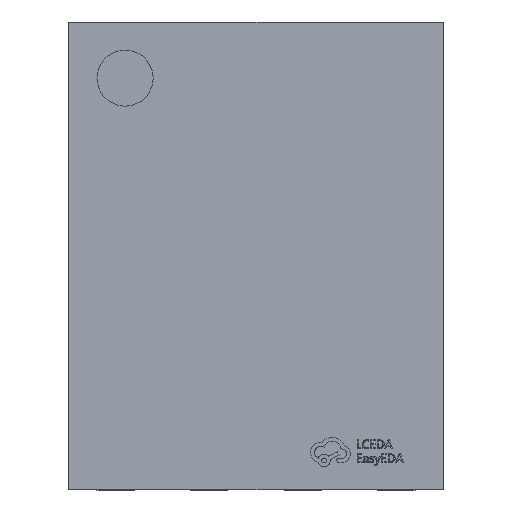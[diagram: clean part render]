
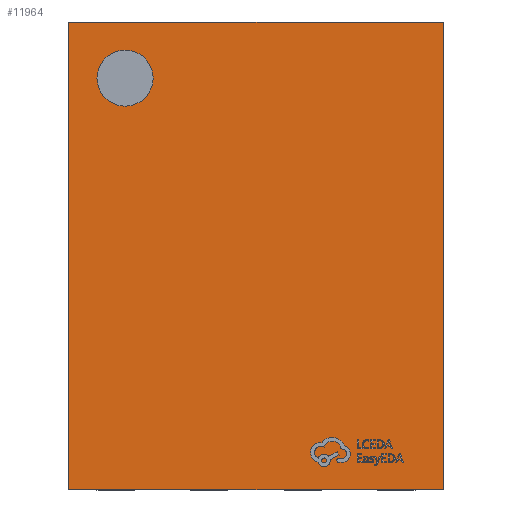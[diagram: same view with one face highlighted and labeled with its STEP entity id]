
A CAD part, top view. The second image highlights one B-rep face of the part: STEP entity #11964.
In plain terms, the highlighted planar face has unit normal (0, 0, 1).
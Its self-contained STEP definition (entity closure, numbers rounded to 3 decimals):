
#130 = EDGE_CURVE ( 'NONE', #19117, #15677, #15653, .T. ) ;
#270 = VECTOR ( 'NONE', #23765, 1000. ) ;
#296 = CIRCLE ( 'NONE', #4509, 0.15 ) ;
#2254 = ORIENTED_EDGE ( 'NONE', *, *, #130, .T. ) ;
#2560 = DIRECTION ( 'NONE',  ( 1., 0., 0. ) ) ;
#2566 = EDGE_CURVE ( 'NONE', #5682, #12271, #2926, .T. ) ;
#2926 = CIRCLE ( 'NONE', #21690, 0.15 ) ;
#3596 = EDGE_CURVE ( 'NONE', #15677, #18484, #5574, .T. ) ;
#3913 = CARTESIAN_POINT ( 'NONE',  ( 0., 0., 1. ) ) ;
#4292 = DIRECTION ( 'NONE',  ( -1., 0., 0. ) ) ;
#4509 = AXIS2_PLACEMENT_3D ( 'NONE', #20440, #24150, #2560 ) ;
#5362 = CARTESIAN_POINT ( 'NONE',  ( -1., 1.25, 1. ) ) ;
#5574 = LINE ( 'NONE', #7679, #270 ) ;
#5652 = DIRECTION ( 'NONE',  ( 1., 0., 0. ) ) ;
#5682 = VERTEX_POINT ( 'NONE', #15119 ) ;
#5935 = ORIENTED_EDGE ( 'NONE', *, *, #3596, .T. ) ;
#6814 = ORIENTED_EDGE ( 'NONE', *, *, #23513, .T. ) ;
#6879 = EDGE_LOOP ( 'NONE', ( #15889, #23546 ) ) ;
#7679 = CARTESIAN_POINT ( 'NONE',  ( 1., 1.25, 1. ) ) ;
#7848 = CARTESIAN_POINT ( 'NONE',  ( 1., 1.25, 1. ) ) ;
#8769 = AXIS2_PLACEMENT_3D ( 'NONE', #3913, #9933, #25900 ) ;
#9933 = DIRECTION ( 'NONE',  ( 0., 0., 1. ) ) ;
#10522 = DIRECTION ( 'NONE',  ( 0., -1., 0. ) ) ;
#11964 = ADVANCED_FACE ( 'NONE', ( #18328, #24054 ), #15811, .T. ) ;
#12271 = VERTEX_POINT ( 'NONE', #17909 ) ;
#13999 = EDGE_CURVE ( 'NONE', #18484, #22833, #14248, .T. ) ;
#14248 = LINE ( 'NONE', #22197, #22105 ) ;
#14737 = ORIENTED_EDGE ( 'NONE', *, *, #13999, .T. ) ;
#15119 = CARTESIAN_POINT ( 'NONE',  ( -0.85, 0.95, 1. ) ) ;
#15615 = CARTESIAN_POINT ( 'NONE',  ( -0.7, 0.95, 1. ) ) ;
#15653 = LINE ( 'NONE', #21893, #23038 ) ;
#15677 = VERTEX_POINT ( 'NONE', #21799 ) ;
#15811 = PLANE ( 'NONE',  #8769 ) ;
#15889 = ORIENTED_EDGE ( 'NONE', *, *, #22320, .F. ) ;
#17363 = DIRECTION ( 'NONE',  ( 0., 0., 1. ) ) ;
#17909 = CARTESIAN_POINT ( 'NONE',  ( -0.55, 0.95, 1. ) ) ;
#18150 = CARTESIAN_POINT ( 'NONE',  ( -1., 1.25, 1. ) ) ;
#18328 = FACE_BOUND ( 'NONE', #6879, .T. ) ;
#18403 = LINE ( 'NONE', #18150, #21724 ) ;
#18484 = VERTEX_POINT ( 'NONE', #7848 ) ;
#18851 = EDGE_LOOP ( 'NONE', ( #5935, #14737, #6814, #2254 ) ) ;
#19117 = VERTEX_POINT ( 'NONE', #22645 ) ;
#20440 = CARTESIAN_POINT ( 'NONE',  ( -0.7, 0.95, 1. ) ) ;
#21690 = AXIS2_PLACEMENT_3D ( 'NONE', #15615, #17363, #5652 ) ;
#21724 = VECTOR ( 'NONE', #10522, 1000. ) ;
#21799 = CARTESIAN_POINT ( 'NONE',  ( 1., -1.25, 1. ) ) ;
#21893 = CARTESIAN_POINT ( 'NONE',  ( -1., -1.25, 1. ) ) ;
#22105 = VECTOR ( 'NONE', #4292, 1000. ) ;
#22197 = CARTESIAN_POINT ( 'NONE',  ( -1., 1.25, 1. ) ) ;
#22320 = EDGE_CURVE ( 'NONE', #12271, #5682, #296, .T. ) ;
#22645 = CARTESIAN_POINT ( 'NONE',  ( -1., -1.25, 1. ) ) ;
#22833 = VERTEX_POINT ( 'NONE', #5362 ) ;
#23038 = VECTOR ( 'NONE', #24026, 1000. ) ;
#23513 = EDGE_CURVE ( 'NONE', #22833, #19117, #18403, .T. ) ;
#23546 = ORIENTED_EDGE ( 'NONE', *, *, #2566, .F. ) ;
#23765 = DIRECTION ( 'NONE',  ( 0., 1., 0. ) ) ;
#24026 = DIRECTION ( 'NONE',  ( 1., 0., 0. ) ) ;
#24054 = FACE_OUTER_BOUND ( 'NONE', #18851, .T. ) ;
#24150 = DIRECTION ( 'NONE',  ( 0., 0., 1. ) ) ;
#25900 = DIRECTION ( 'NONE',  ( 1., 0., 0. ) ) ;
